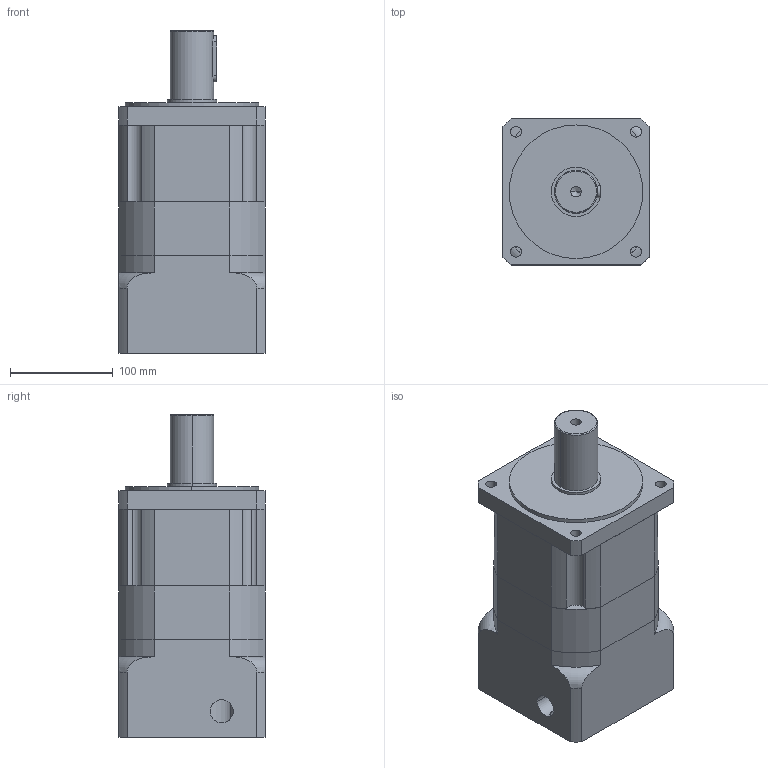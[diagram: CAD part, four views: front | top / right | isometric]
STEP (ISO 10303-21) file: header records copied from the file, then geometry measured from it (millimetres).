
FILE_DESCRIPTION (( 'STEP AP214' ), '1' );
FILE_NAME ('DA150-PX-L2-XX-22-110-145-M8_2019.STEP', '2019-03-13T05:39:26', ( 'Y' ), ( 'NCU' ), 'SwSTEP 2.0', 'SolidWorks 2016', '' );
FILE_SCHEMA (( 'AUTOMOTIVE_DESIGN' ));
Length unit declared in the file: millimetre
Products named in the file (1): DA150-PX-L2-XX-22-110-145-M8_2019
Bounding box: 142 x 142 x 314 mm (x, y, z)
Volume: 4306436.1 mm3; surface area: 367411.9 mm2
Topology: 4 solids, 4 shells, 271 faces, 655 edges, 422 vertices
Faces by surface type: cylinder 121, plane 118, cone 26, torus 6
Entity records: 9588 total; most frequent: CARTESIAN_POINT 2143, DIRECTION 1412, ORIENTED_EDGE 1290, EDGE_CURVE 645, AXIS2_PLACEMENT_3D 523, VERTEX_POINT 422, LINE 366, VECTOR 366
